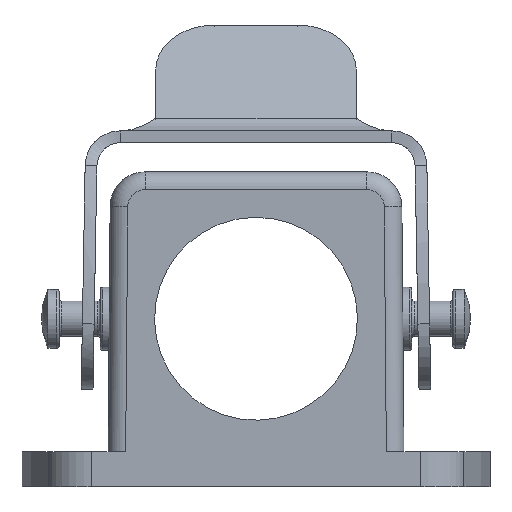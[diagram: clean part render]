
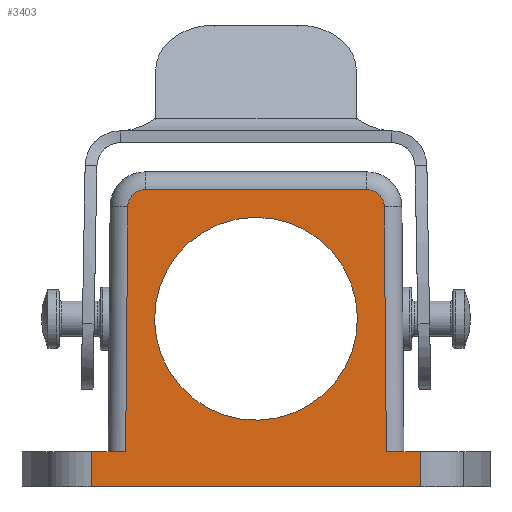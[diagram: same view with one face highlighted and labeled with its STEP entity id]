
A CAD part, left-side view. The second image highlights one B-rep face of the part: STEP entity #3403.
In plain terms, the highlighted planar face has unit normal (-1, 0, 0).
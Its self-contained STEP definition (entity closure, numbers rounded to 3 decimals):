
#61=AXIS2_PLACEMENT_3D('Circle Axis2P3D',#59,#60,$) ;
#78=AXIS2_PLACEMENT_3D('Circle Axis2P3D',#76,#77,$) ;
#3158=AXIS2_PLACEMENT_3D('Circle Axis2P3D',#3156,#3157,$) ;
#3206=AXIS2_PLACEMENT_3D('Circle Axis2P3D',#3204,#3205,$) ;
#3383=AXIS2_PLACEMENT_3D('Plane Axis2P3D',#3380,#3381,#3382) ;
#42=CARTESIAN_POINT('Vertex',(0.,27.574,18.437)) ;
#56=CARTESIAN_POINT('Vertex',(0.,12.426,10.163)) ;
#59=CARTESIAN_POINT('Axis2P3D Location',(0.,20.,14.3)) ;
#76=CARTESIAN_POINT('Axis2P3D Location',(0.,20.,14.3)) ;
#472=CARTESIAN_POINT('Vertex',(0.,8.911,3.)) ;
#475=CARTESIAN_POINT('Line Origine',(0.,8.161,3.)) ;
#479=CARTESIAN_POINT('Vertex',(0.,7.41,3.)) ;
#482=CARTESIAN_POINT('Line Origine',(0.,6.705,3.)) ;
#486=CARTESIAN_POINT('Vertex',(0.,6.,3.)) ;
#559=CARTESIAN_POINT('Line Origine',(0.,34.,1.5)) ;
#563=CARTESIAN_POINT('Vertex',(0.,34.,3.)) ;
#565=CARTESIAN_POINT('Vertex',(0.,34.,0.)) ;
#622=CARTESIAN_POINT('Line Origine',(0.,33.295,3.)) ;
#626=CARTESIAN_POINT('Vertex',(0.,32.59,3.)) ;
#629=CARTESIAN_POINT('Line Origine',(0.,31.839,3.)) ;
#633=CARTESIAN_POINT('Vertex',(0.,31.089,3.)) ;
#3129=CARTESIAN_POINT('Vertex',(0.,9.092,23.813)) ;
#3132=CARTESIAN_POINT('Line Origine',(0.,9.001,13.4)) ;
#3153=CARTESIAN_POINT('Vertex',(0.,10.592,25.3)) ;
#3156=CARTESIAN_POINT('Axis2P3D Location',(0.,10.592,23.8)) ;
#3177=CARTESIAN_POINT('Vertex',(0.,29.408,25.3)) ;
#3180=CARTESIAN_POINT('Line Origine',(0.,20.,25.3)) ;
#3201=CARTESIAN_POINT('Vertex',(0.,30.908,23.813)) ;
#3204=CARTESIAN_POINT('Axis2P3D Location',(0.,29.408,23.8)) ;
#3221=CARTESIAN_POINT('Line Origine',(0.,30.999,13.4)) ;
#3242=CARTESIAN_POINT('Vertex',(0.,6.,0.)) ;
#3245=CARTESIAN_POINT('Line Origine',(0.,20.,0.)) ;
#3288=CARTESIAN_POINT('Line Origine',(0.,6.,1.5)) ;
#3380=CARTESIAN_POINT('Axis2P3D Location',(0.,20.,14.3)) ;
#60=DIRECTION('Axis2P3D Direction',(1.,0.,0.)) ;
#77=DIRECTION('Axis2P3D Direction',(1.,0.,0.)) ;
#476=DIRECTION('Vector Direction',(0.,1.,0.)) ;
#483=DIRECTION('Vector Direction',(0.,-1.,0.)) ;
#560=DIRECTION('Vector Direction',(0.,0.,-1.)) ;
#623=DIRECTION('Vector Direction',(0.,-1.,0.)) ;
#630=DIRECTION('Vector Direction',(0.,1.,0.)) ;
#3133=DIRECTION('Vector Direction',(0.,-0.009,-1.)) ;
#3157=DIRECTION('Axis2P3D Direction',(1.,0.,-0.)) ;
#3181=DIRECTION('Vector Direction',(0.,1.,0.)) ;
#3205=DIRECTION('Axis2P3D Direction',(1.,0.,0.)) ;
#3222=DIRECTION('Vector Direction',(0.,-0.009,1.)) ;
#3246=DIRECTION('Vector Direction',(0.,-1.,0.)) ;
#3289=DIRECTION('Vector Direction',(0.,0.,-1.)) ;
#3381=DIRECTION('Axis2P3D Direction',(1.,0.,0.)) ;
#3382=DIRECTION('Axis2P3D XDirection',(0.,1.,0.)) ;
#477=VECTOR('Line Direction',#476,1.) ;
#484=VECTOR('Line Direction',#483,1.) ;
#561=VECTOR('Line Direction',#560,1.) ;
#624=VECTOR('Line Direction',#623,1.) ;
#631=VECTOR('Line Direction',#630,1.) ;
#3134=VECTOR('Line Direction',#3133,1.) ;
#3182=VECTOR('Line Direction',#3181,1.) ;
#3223=VECTOR('Line Direction',#3222,1.) ;
#3247=VECTOR('Line Direction',#3246,1.) ;
#3290=VECTOR('Line Direction',#3289,1.) ;
#3386=ORIENTED_EDGE('',*,*,#481,.F.) ;
#3387=ORIENTED_EDGE('',*,*,#3136,.F.) ;
#3388=ORIENTED_EDGE('',*,*,#3160,.F.) ;
#3389=ORIENTED_EDGE('',*,*,#3184,.F.) ;
#3390=ORIENTED_EDGE('',*,*,#3208,.F.) ;
#3391=ORIENTED_EDGE('',*,*,#3225,.F.) ;
#3392=ORIENTED_EDGE('',*,*,#635,.F.) ;
#3393=ORIENTED_EDGE('',*,*,#628,.T.) ;
#3394=ORIENTED_EDGE('',*,*,#567,.T.) ;
#3395=ORIENTED_EDGE('',*,*,#3249,.F.) ;
#3396=ORIENTED_EDGE('',*,*,#3292,.F.) ;
#3397=ORIENTED_EDGE('',*,*,#488,.T.) ;
#3400=ORIENTED_EDGE('',*,*,#63,.T.) ;
#3401=ORIENTED_EDGE('',*,*,#80,.T.) ;
#3402=FACE_BOUND('',#3399,.T.) ;
#3403=ADVANCED_FACE('Hauptk\X2\00F6\X0\rper',(#3398,#3402),#3384,.F.) ;
#62=CIRCLE('generated circle',#61,8.63) ;
#79=CIRCLE('generated circle',#78,8.63) ;
#3159=CIRCLE('generated circle',#3158,1.5) ;
#3207=CIRCLE('generated circle',#3206,1.5) ;
#63=EDGE_CURVE('',#43,#57,#62,.T.) ;
#80=EDGE_CURVE('',#57,#43,#79,.T.) ;
#481=EDGE_CURVE('',#473,#480,#478,.F.) ;
#488=EDGE_CURVE('',#487,#480,#485,.F.) ;
#567=EDGE_CURVE('',#564,#566,#562,.T.) ;
#628=EDGE_CURVE('',#627,#564,#625,.F.) ;
#635=EDGE_CURVE('',#627,#634,#632,.F.) ;
#3136=EDGE_CURVE('',#3130,#473,#3135,.T.) ;
#3160=EDGE_CURVE('',#3154,#3130,#3159,.T.) ;
#3184=EDGE_CURVE('',#3178,#3154,#3183,.F.) ;
#3208=EDGE_CURVE('',#3202,#3178,#3207,.T.) ;
#3225=EDGE_CURVE('',#634,#3202,#3224,.T.) ;
#3249=EDGE_CURVE('',#3243,#566,#3248,.F.) ;
#3292=EDGE_CURVE('',#487,#3243,#3291,.T.) ;
#3385=EDGE_LOOP('',(#3386,#3387,#3388,#3389,#3390,#3391,#3392,#3393,#3394,#3395,#3396,#3397)) ;
#3399=EDGE_LOOP('',(#3400,#3401)) ;
#3398=FACE_OUTER_BOUND('',#3385,.T.) ;
#478=LINE('Line',#475,#477) ;
#485=LINE('Line',#482,#484) ;
#562=LINE('Line',#559,#561) ;
#625=LINE('Line',#622,#624) ;
#632=LINE('Line',#629,#631) ;
#3135=LINE('Line',#3132,#3134) ;
#3183=LINE('Line',#3180,#3182) ;
#3224=LINE('Line',#3221,#3223) ;
#3248=LINE('Line',#3245,#3247) ;
#3291=LINE('Line',#3288,#3290) ;
#3384=PLANE('',#3383) ;
#43=VERTEX_POINT('',#42) ;
#57=VERTEX_POINT('',#56) ;
#473=VERTEX_POINT('',#472) ;
#480=VERTEX_POINT('',#479) ;
#487=VERTEX_POINT('',#486) ;
#564=VERTEX_POINT('',#563) ;
#566=VERTEX_POINT('',#565) ;
#627=VERTEX_POINT('',#626) ;
#634=VERTEX_POINT('',#633) ;
#3130=VERTEX_POINT('',#3129) ;
#3154=VERTEX_POINT('',#3153) ;
#3178=VERTEX_POINT('',#3177) ;
#3202=VERTEX_POINT('',#3201) ;
#3243=VERTEX_POINT('',#3242) ;
